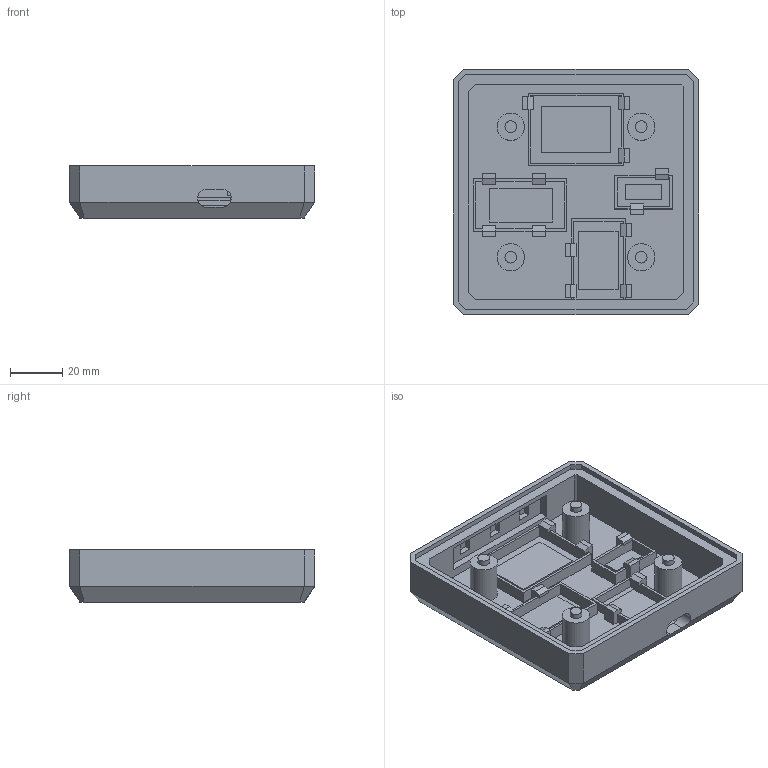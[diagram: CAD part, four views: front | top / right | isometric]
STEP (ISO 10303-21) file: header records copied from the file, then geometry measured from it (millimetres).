
FILE_DESCRIPTION (( 'STEP AP214' ), '1' );
FILE_NAME ('Housing.STEP', '2024-08-14T14:05:42', ( '' ), ( '' ), 'SwSTEP 2.0', 'SolidWorks 2024', '' );
FILE_SCHEMA (( 'AUTOMOTIVE_DESIGN' ));
Length unit declared in the file: millimetre
Products named in the file (1): Housing
Bounding box: 94 x 94 x 20 mm (x, y, z)
Volume: 62386.5 mm3; surface area: 37501.9 mm2
Topology: 1 solids, 1 shells, 248 faces, 624 edges, 412 vertices
Faces by surface type: plane 230, cylinder 18
Entity records: 7315 total; most frequent: CARTESIAN_POINT 1291, ORIENTED_EDGE 1248, DIRECTION 1156, EDGE_CURVE 624, LINE 586, VECTOR 586, VERTEX_POINT 412, AXIS2_PLACEMENT_3D 285
